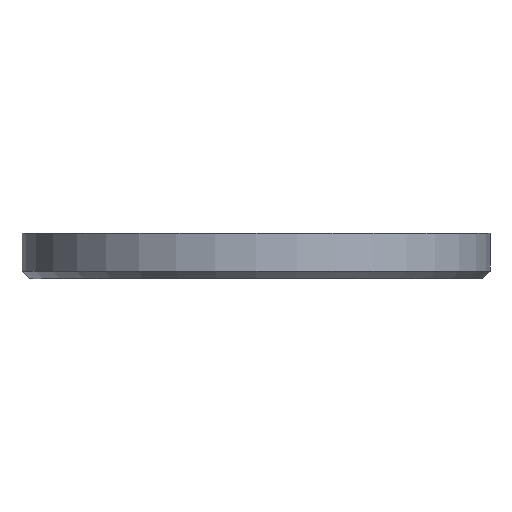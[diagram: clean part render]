
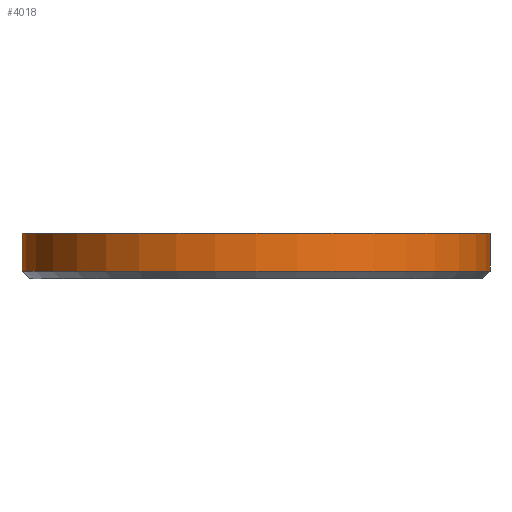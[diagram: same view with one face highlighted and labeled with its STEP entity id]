
A CAD part, front view. The second image highlights one B-rep face of the part: STEP entity #4018.
In plain terms, the highlighted cylindrical face has radius 124 mm (diameter 248 mm), a partial arc.
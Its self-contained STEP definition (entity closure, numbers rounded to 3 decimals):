
#31 = VECTOR ( 'NONE', #3423, 1000. ) ;
#97 = AXIS2_PLACEMENT_3D ( 'NONE', #3116, #1254, #1637 ) ;
#195 = CARTESIAN_POINT ( 'NONE',  ( -124., 0., 4. ) ) ;
#308 = DIRECTION ( 'NONE',  ( -1., 0., 0. ) ) ;
#430 = CARTESIAN_POINT ( 'NONE',  ( -124., 0., 24. ) ) ;
#565 = CYLINDRICAL_SURFACE ( 'NONE', #2676, 124. ) ;
#582 = DIRECTION ( 'NONE',  ( 0., 0., -1. ) ) ;
#627 = EDGE_CURVE ( 'NONE', #3881, #2953, #3523, .T. ) ;
#740 = AXIS2_PLACEMENT_3D ( 'NONE', #1817, #2569, #308 ) ;
#897 = CIRCLE ( 'NONE', #740, 124. ) ;
#1221 = DIRECTION ( 'NONE',  ( -1., 0., 0. ) ) ;
#1230 = ORIENTED_EDGE ( 'NONE', *, *, #2413, .F. ) ;
#1254 = DIRECTION ( 'NONE',  ( 0., 0., 1. ) ) ;
#1637 = DIRECTION ( 'NONE',  ( 1., 0., 0. ) ) ;
#1644 = EDGE_CURVE ( 'NONE', #2953, #4654, #897, .T. ) ;
#1817 = CARTESIAN_POINT ( 'NONE',  ( 0., 0., 4. ) ) ;
#2003 = ORIENTED_EDGE ( 'NONE', *, *, #1644, .T. ) ;
#2054 = CARTESIAN_POINT ( 'NONE',  ( 124., 0., 4. ) ) ;
#2077 = VECTOR ( 'NONE', #582, 1000. ) ;
#2401 = LINE ( 'NONE', #2683, #31 ) ;
#2413 = EDGE_CURVE ( 'NONE', #3881, #3587, #2483, .T. ) ;
#2483 = CIRCLE ( 'NONE', #97, 124. ) ;
#2569 = DIRECTION ( 'NONE',  ( 0., 0., 1. ) ) ;
#2676 = AXIS2_PLACEMENT_3D ( 'NONE', #3043, #3451, #1221 ) ;
#2683 = CARTESIAN_POINT ( 'NONE',  ( 124., 0., 4. ) ) ;
#2953 = VERTEX_POINT ( 'NONE', #3746 ) ;
#2976 = EDGE_CURVE ( 'NONE', #3587, #4654, #2401, .T. ) ;
#3043 = CARTESIAN_POINT ( 'NONE',  ( 0., 0., 4. ) ) ;
#3116 = CARTESIAN_POINT ( 'NONE',  ( 0., 0., 24. ) ) ;
#3423 = DIRECTION ( 'NONE',  ( 0., 0., -1. ) ) ;
#3451 = DIRECTION ( 'NONE',  ( 0., 0., -1. ) ) ;
#3523 = LINE ( 'NONE', #195, #2077 ) ;
#3587 = VERTEX_POINT ( 'NONE', #3786 ) ;
#3746 = CARTESIAN_POINT ( 'NONE',  ( -124., 0., 4. ) ) ;
#3786 = CARTESIAN_POINT ( 'NONE',  ( 124., 0., 24. ) ) ;
#3881 = VERTEX_POINT ( 'NONE', #430 ) ;
#4018 = ADVANCED_FACE ( 'NONE', ( #4507 ), #565, .T. ) ;
#4095 = ORIENTED_EDGE ( 'NONE', *, *, #2976, .F. ) ;
#4295 = EDGE_LOOP ( 'NONE', ( #4095, #1230, #4460, #2003 ) ) ;
#4460 = ORIENTED_EDGE ( 'NONE', *, *, #627, .T. ) ;
#4507 = FACE_OUTER_BOUND ( 'NONE', #4295, .T. ) ;
#4654 = VERTEX_POINT ( 'NONE', #2054 ) ;
